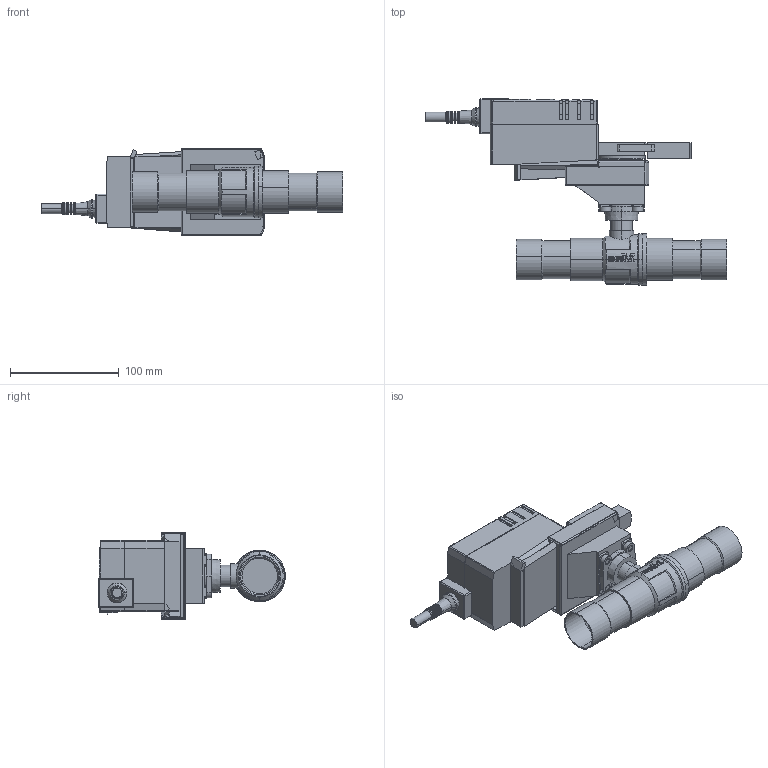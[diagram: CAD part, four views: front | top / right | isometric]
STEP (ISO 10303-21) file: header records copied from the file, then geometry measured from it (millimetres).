
FILE_DESCRIPTION (( 'STEP AP214' ), '1' );
FILE_NAME ('BEA15D35D35NAL.STEP', '2024-02-06T15:51:46', ( '' ), ( '' ), 'SwSTEP 2.0', 'SolidWorks 2024', '' );
FILE_SCHEMA (( 'AUTOMOTIVE_DESIGN' ));
Length unit declared in the file: millimetre
Products named in the file (3): BEA15D35D35NAL; 0100251550350351; LRQ24A-SZ_3D
Assembly tree (2 placements, depth 2):
  BEA15D35D35NAL
    0100251550350351
    LRQ24A-SZ_3D
Bounding box: 278.08 x 172.1 x 80 mm (x, y, z)
Surface area: 156133 mm2 (no closed solid volume)
Topology: 0 solids, 35 shells, 1231 faces, 3352 edges, 2184 vertices
Faces by surface type: plane 862, cylinder 261, cone 42, sphere 37, bspline 29
Entity records: 57846 total; most frequent: CARTESIAN_POINT 14642, ORIENTED_EDGE 6528, DIRECTION 5266, EDGE_CURVE 3283, LINE 2180, VECTOR 2180, VERTEX_POINT 2157, AXIS2_PLACEMENT_3D 1543
